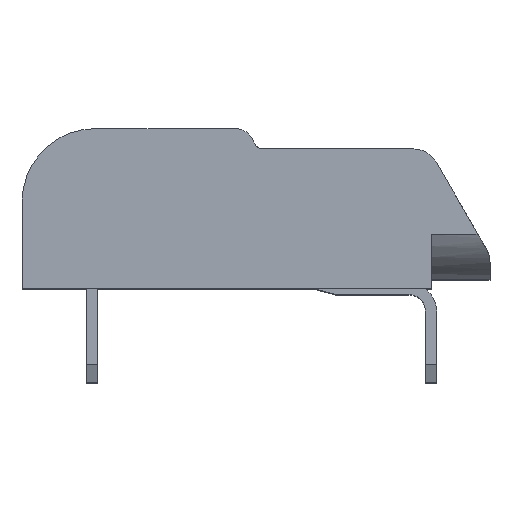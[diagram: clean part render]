
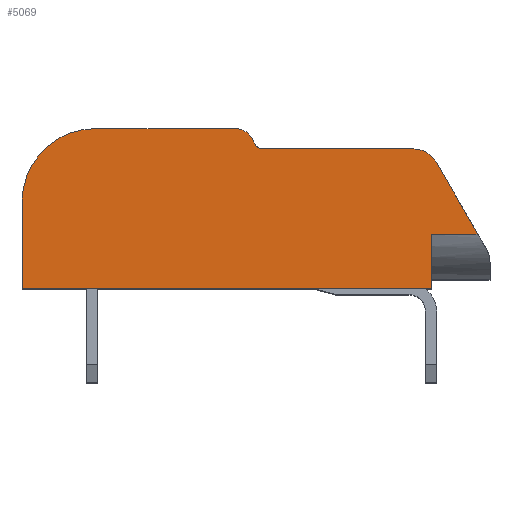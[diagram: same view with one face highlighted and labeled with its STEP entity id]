
A CAD part, top view. The second image highlights one B-rep face of the part: STEP entity #5069.
In plain terms, the highlighted planar face has unit normal (0, 0, 1).
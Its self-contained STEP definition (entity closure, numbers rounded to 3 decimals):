
#144=CIRCLE('',#5347,2.);
#150=CIRCLE('',#5358,0.2);
#154=CIRCLE('',#5368,0.5);
#166=CIRCLE('',#5404,0.75);
#592=ORIENTED_EDGE('',*,*,#2072,.T.);
#593=ORIENTED_EDGE('',*,*,#2073,.T.);
#594=ORIENTED_EDGE('',*,*,#2069,.T.);
#595=ORIENTED_EDGE('',*,*,#2074,.T.);
#596=ORIENTED_EDGE('',*,*,#2075,.T.);
#597=ORIENTED_EDGE('',*,*,#1960,.F.);
#598=ORIENTED_EDGE('',*,*,#1968,.T.);
#599=ORIENTED_EDGE('',*,*,#1975,.T.);
#600=ORIENTED_EDGE('',*,*,#1979,.T.);
#601=ORIENTED_EDGE('',*,*,#1939,.T.);
#602=ORIENTED_EDGE('',*,*,#2076,.T.);
#603=ORIENTED_EDGE('',*,*,#2077,.T.);
#1939=EDGE_CURVE('',#2695,#2694,#144,.T.);
#1960=EDGE_CURVE('',#2711,#2712,#150,.T.);
#1968=EDGE_CURVE('',#2711,#2716,#3212,.T.);
#1975=EDGE_CURVE('',#2716,#2720,#154,.T.);
#1979=EDGE_CURVE('',#2720,#2695,#3219,.T.);
#2069=EDGE_CURVE('',#2795,#2794,#3280,.T.);
#2072=EDGE_CURVE('',#2796,#2797,#3281,.T.);
#2073=EDGE_CURVE('',#2797,#2795,#3282,.T.);
#2074=EDGE_CURVE('',#2794,#2798,#166,.T.);
#2075=EDGE_CURVE('',#2798,#2712,#3283,.T.);
#2076=EDGE_CURVE('',#2694,#2799,#3284,.T.);
#2077=EDGE_CURVE('',#2799,#2796,#3285,.T.);
#2694=VERTEX_POINT('',#7449);
#2695=VERTEX_POINT('',#7451);
#2711=VERTEX_POINT('',#7507);
#2712=VERTEX_POINT('',#7509);
#2716=VERTEX_POINT('',#7523);
#2720=VERTEX_POINT('',#7537);
#2794=VERTEX_POINT('',#7770);
#2795=VERTEX_POINT('',#7772);
#2796=VERTEX_POINT('',#7777);
#2797=VERTEX_POINT('',#7778);
#2798=VERTEX_POINT('',#7781);
#2799=VERTEX_POINT('',#7784);
#3212=LINE('',#7524,#3795);
#3219=LINE('',#7545,#3802);
#3280=LINE('',#7771,#3863);
#3281=LINE('',#7776,#3864);
#3282=LINE('',#7779,#3865);
#3283=LINE('',#7782,#3866);
#3284=LINE('',#7783,#3867);
#3285=LINE('',#7785,#3868);
#3795=VECTOR('',#5971,1000.);
#3802=VECTOR('',#5998,1000.);
#3863=VECTOR('',#6117,1000.);
#3864=VECTOR('',#6124,1000.);
#3865=VECTOR('',#6125,1000.);
#3866=VECTOR('',#6128,1000.);
#3867=VECTOR('',#6129,1000.);
#3868=VECTOR('',#6130,1000.);
#4317=EDGE_LOOP('',(#592,#593,#594,#595,#596,#597,#598,#599,#600,#601,#602,
#603));
#4600=FACE_BOUND('',#4317,.T.);
#4858=PLANE('',#5403);
#5069=ADVANCED_FACE('',(#4600),#4858,.T.);
#5347=AXIS2_PLACEMENT_3D('',#7450,#5924,#5925);
#5358=AXIS2_PLACEMENT_3D('',#7508,#5956,#5957);
#5368=AXIS2_PLACEMENT_3D('',#7538,#5987,#5988);
#5403=AXIS2_PLACEMENT_3D('',#7775,#6122,#6123);
#5404=AXIS2_PLACEMENT_3D('',#7780,#6126,#6127);
#5924=DIRECTION('',(0.,0.,1.));
#5925=DIRECTION('',(1.,0.,0.));
#5956=DIRECTION('',(0.,0.,1.));
#5957=DIRECTION('',(1.,0.,0.));
#5971=DIRECTION('',(-0.5,0.866,0.));
#5987=DIRECTION('',(0.,0.,1.));
#5988=DIRECTION('',(1.,0.,0.));
#5998=DIRECTION('',(-1.,0.,0.));
#6117=DIRECTION('',(-0.5,0.866,0.));
#6122=DIRECTION('',(0.,0.,1.));
#6123=DIRECTION('',(1.,0.,0.));
#6124=DIRECTION('',(0.,1.,0.));
#6125=DIRECTION('',(1.,0.,0.));
#6126=DIRECTION('',(0.,0.,1.));
#6127=DIRECTION('',(1.,0.,0.));
#6128=DIRECTION('',(-1.,0.,0.));
#6129=DIRECTION('',(0.,-1.,0.));
#6130=DIRECTION('',(1.,0.,0.));
#7449=CARTESIAN_POINT('',(-12.7,2.35,11.9));
#7450=CARTESIAN_POINT('',(-10.7,2.35,11.9));
#7451=CARTESIAN_POINT('',(-10.7,4.35,11.9));
#7507=CARTESIAN_POINT('',(-6.358,3.9,11.9));
#7508=CARTESIAN_POINT('',(-6.185,4.,11.9));
#7509=CARTESIAN_POINT('',(-6.185,3.8,11.9));
#7523=CARTESIAN_POINT('',(-6.473,4.1,11.9));
#7524=CARTESIAN_POINT('',(-6.358,3.9,11.9));
#7537=CARTESIAN_POINT('',(-6.906,4.35,11.9));
#7538=CARTESIAN_POINT('',(-6.906,3.85,11.9));
#7545=CARTESIAN_POINT('',(-6.906,4.35,11.9));
#7770=CARTESIAN_POINT('',(-1.45,3.425,11.9));
#7771=CARTESIAN_POINT('',(-0.1,1.087,11.9));
#7772=CARTESIAN_POINT('',(-0.325,1.475,11.9));
#7775=CARTESIAN_POINT('',(-10.7,2.35,11.9));
#7776=CARTESIAN_POINT('',(-1.6,0.,11.9));
#7777=CARTESIAN_POINT('',(-1.6,0.,11.9));
#7778=CARTESIAN_POINT('',(-1.6,1.475,11.9));
#7779=CARTESIAN_POINT('',(-1.6,1.475,11.9));
#7780=CARTESIAN_POINT('',(-2.1,3.05,11.9));
#7781=CARTESIAN_POINT('',(-2.1,3.8,11.9));
#7782=CARTESIAN_POINT('',(-2.1,3.8,11.9));
#7783=CARTESIAN_POINT('',(-12.7,2.35,11.9));
#7784=CARTESIAN_POINT('',(-12.7,0.,11.9));
#7785=CARTESIAN_POINT('',(-12.7,0.,11.9));
